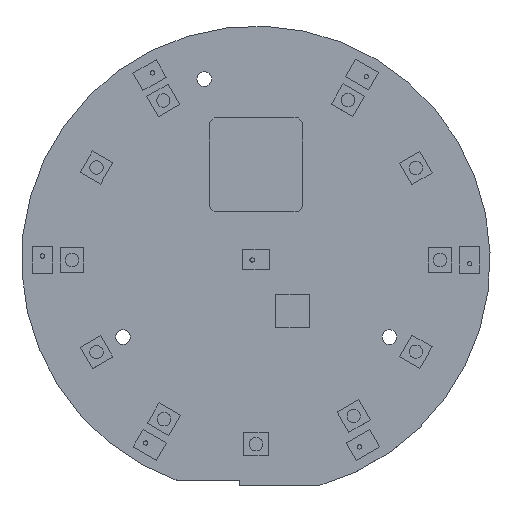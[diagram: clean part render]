
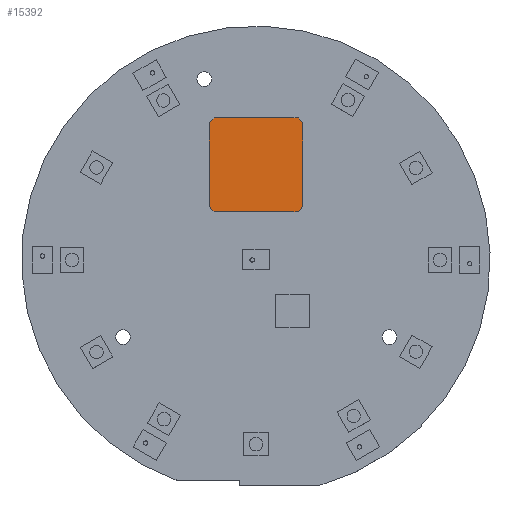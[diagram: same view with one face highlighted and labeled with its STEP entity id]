
A CAD part, top view. The second image highlights one B-rep face of the part: STEP entity #15392.
In plain terms, the highlighted planar face has unit normal (0, 0, 1).
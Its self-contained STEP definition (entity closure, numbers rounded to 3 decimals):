
#5307=DIRECTION('',(-0.707,0.707,0.));
#5308=VECTOR('',#5307,1.02);
#5309=CARTESIAN_POINT('',(7.005,20.503,1.));
#5310=LINE('',#5309,#5308);
#5311=DIRECTION('',(0.,1.,0.));
#5312=VECTOR('',#5311,12.558);
#5313=CARTESIAN_POINT('',(7.005,7.945,1.));
#5314=LINE('',#5313,#5312);
#5315=DIRECTION('',(0.707,0.707,0.));
#5316=VECTOR('',#5315,1.02);
#5317=CARTESIAN_POINT('',(6.284,7.224,1.));
#5318=LINE('',#5317,#5316);
#5319=DIRECTION('',(1.,0.,0.));
#5320=VECTOR('',#5319,12.558);
#5321=CARTESIAN_POINT('',(-6.274,7.224,1.));
#5322=LINE('',#5321,#5320);
#5323=DIRECTION('',(0.707,-0.707,0.));
#5324=VECTOR('',#5323,1.02);
#5325=CARTESIAN_POINT('',(-6.995,7.945,1.));
#5326=LINE('',#5325,#5324);
#5327=DIRECTION('',(0.,-1.,0.));
#5328=VECTOR('',#5327,12.558);
#5329=CARTESIAN_POINT('',(-6.995,20.503,1.));
#5330=LINE('',#5329,#5328);
#5331=DIRECTION('',(-0.707,-0.707,0.));
#5332=VECTOR('',#5331,1.02);
#5333=CARTESIAN_POINT('',(-6.274,21.224,1.));
#5334=LINE('',#5333,#5332);
#5335=DIRECTION('',(-1.,0.,0.));
#5336=VECTOR('',#5335,12.558);
#5337=CARTESIAN_POINT('',(6.284,21.224,1.));
#5338=LINE('',#5337,#5336);
#5775=CARTESIAN_POINT('',(7.005,20.503,1.));
#5776=CARTESIAN_POINT('',(6.284,21.224,1.));
#5777=VERTEX_POINT('',#5775);
#5778=VERTEX_POINT('',#5776);
#5779=CARTESIAN_POINT('',(-6.274,21.224,1.));
#5780=VERTEX_POINT('',#5779);
#5781=CARTESIAN_POINT('',(-6.995,20.503,1.));
#5782=VERTEX_POINT('',#5781);
#5783=CARTESIAN_POINT('',(-6.995,7.945,1.));
#5784=VERTEX_POINT('',#5783);
#5785=CARTESIAN_POINT('',(-6.274,7.224,1.));
#5786=VERTEX_POINT('',#5785);
#5787=CARTESIAN_POINT('',(6.284,7.224,1.));
#5788=VERTEX_POINT('',#5787);
#5789=CARTESIAN_POINT('',(7.005,7.945,1.));
#5790=VERTEX_POINT('',#5789);
#15377=CARTESIAN_POINT('',(0.,0.,1.));
#15378=DIRECTION('',(0.,0.,1.));
#15379=DIRECTION('',(1.,0.,0.));
#15380=AXIS2_PLACEMENT_3D('',#15377,#15378,#15379);
#15381=PLANE('',#15380);
#15382=ORIENTED_EDGE('',*,*,#15217,.F.);
#15383=ORIENTED_EDGE('',*,*,#15239,.F.);
#15384=ORIENTED_EDGE('',*,*,#15260,.F.);
#15385=ORIENTED_EDGE('',*,*,#15281,.F.);
#15386=ORIENTED_EDGE('',*,*,#15302,.F.);
#15387=ORIENTED_EDGE('',*,*,#15323,.F.);
#15388=ORIENTED_EDGE('',*,*,#15344,.F.);
#15389=ORIENTED_EDGE('',*,*,#15364,.F.);
#15390=EDGE_LOOP('',(#15382,#15383,#15384,#15385,#15386,#15387,#15388,#15389));
#15391=FACE_OUTER_BOUND('',#15390,.F.);
#15217=EDGE_CURVE('',#5777,#5778,#5310,.T.);
#15239=EDGE_CURVE('',#5790,#5777,#5314,.T.);
#15260=EDGE_CURVE('',#5788,#5790,#5318,.T.);
#15281=EDGE_CURVE('',#5786,#5788,#5322,.T.);
#15302=EDGE_CURVE('',#5784,#5786,#5326,.T.);
#15323=EDGE_CURVE('',#5782,#5784,#5330,.T.);
#15344=EDGE_CURVE('',#5780,#5782,#5334,.T.);
#15364=EDGE_CURVE('',#5778,#5780,#5338,.T.);
#15392=ADVANCED_FACE('',(#15391),#15381,.T.);
